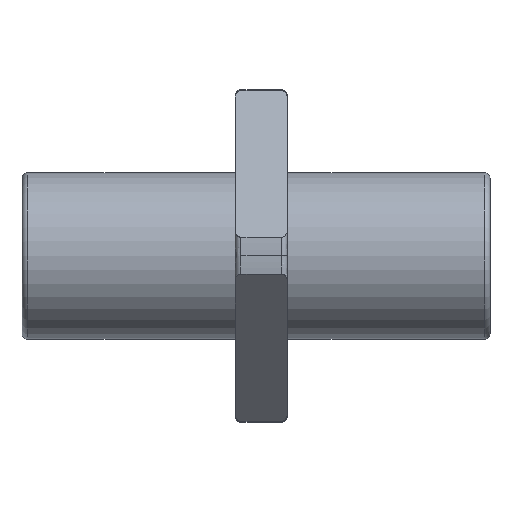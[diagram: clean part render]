
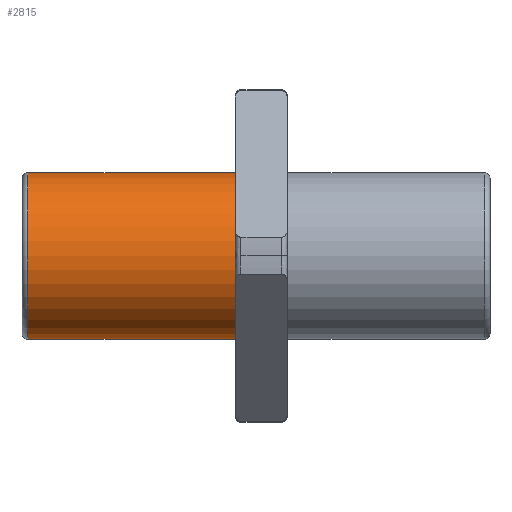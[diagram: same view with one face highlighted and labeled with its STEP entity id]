
A CAD part, top view. The second image highlights one B-rep face of the part: STEP entity #2815.
In plain terms, the highlighted cylindrical face has radius 8 mm (diameter 15.999 mm), a partial arc.
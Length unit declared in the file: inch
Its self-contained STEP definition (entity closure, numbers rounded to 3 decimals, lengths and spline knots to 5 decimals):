
#28 = VERTEX_POINT ( 'NONE', #3362 ) ;
#43 = CIRCLE ( 'NONE', #2996, 0.31495 ) ;
#208 = VECTOR ( 'NONE', #434, 39.37008 ) ;
#294 = ORIENTED_EDGE ( 'NONE', *, *, #1095, .T. ) ;
#349 = CARTESIAN_POINT ( 'NONE',  ( -0.0625, 0.31495, 0. ) ) ;
#434 = DIRECTION ( 'NONE',  ( -1., 0., 0. ) ) ;
#471 = DIRECTION ( 'NONE',  ( -1., 0., 0. ) ) ;
#638 = DIRECTION ( 'NONE',  ( -1., 0., 0. ) ) ;
#655 = CIRCLE ( 'NONE', #2743, 0.31495 ) ;
#784 = ORIENTED_EDGE ( 'NONE', *, *, #2656, .T. ) ;
#897 = FACE_OUTER_BOUND ( 'NONE', #2877, .T. ) ;
#1061 = CARTESIAN_POINT ( 'NONE',  ( -0.86418, -0.31495, 0. ) ) ;
#1095 = EDGE_CURVE ( 'NONE', #28, #2335, #43, .T. ) ;
#1101 = EDGE_CURVE ( 'NONE', #1967, #1742, #655, .T. ) ;
#1332 = DIRECTION ( 'NONE',  ( -1., 0., 0. ) ) ;
#1346 = CARTESIAN_POINT ( 'NONE',  ( -0.0625, 0., 0. ) ) ;
#1350 = EDGE_CURVE ( 'NONE', #3076, #1967, #1375, .T. ) ;
#1375 = LINE ( 'NONE', #3392, #208 ) ;
#1462 = CYLINDRICAL_SURFACE ( 'NONE', #1735, 0.31495 ) ;
#1503 = CARTESIAN_POINT ( 'NONE',  ( -0.86418, 0.31495, 0. ) ) ;
#1600 = DIRECTION ( 'NONE',  ( 0., 0., 1. ) ) ;
#1735 = AXIS2_PLACEMENT_3D ( 'NONE', #2614, #1780, #2331 ) ;
#1742 = VERTEX_POINT ( 'NONE', #2547 ) ;
#1780 = DIRECTION ( 'NONE',  ( -1., 0., 0. ) ) ;
#1967 = VERTEX_POINT ( 'NONE', #1061 ) ;
#2221 = AXIS2_PLACEMENT_3D ( 'NONE', #3118, #2241, #3690 ) ;
#2241 = DIRECTION ( 'NONE',  ( -1., 0., 0. ) ) ;
#2317 = LINE ( 'NONE', #1503, #3016 ) ;
#2331 = DIRECTION ( 'NONE',  ( 0., -1., 0. ) ) ;
#2335 = VERTEX_POINT ( 'NONE', #349 ) ;
#2398 = CIRCLE ( 'NONE', #2221, 0.31495 ) ;
#2465 = DIRECTION ( 'NONE',  ( 0., -1., 0. ) ) ;
#2492 = ORIENTED_EDGE ( 'NONE', *, *, #1101, .F. ) ;
#2547 = CARTESIAN_POINT ( 'NONE',  ( -0.86418, 0.31495, 0. ) ) ;
#2614 = CARTESIAN_POINT ( 'NONE',  ( -0.86418, 0., 0. ) ) ;
#2656 = EDGE_CURVE ( 'NONE', #2335, #1742, #2317, .T. ) ;
#2743 = AXIS2_PLACEMENT_3D ( 'NONE', #2757, #1332, #2465 ) ;
#2757 = CARTESIAN_POINT ( 'NONE',  ( -0.86418, 0., 0. ) ) ;
#2815 = ADVANCED_FACE ( 'NONE', ( #897 ), #1462, .T. ) ;
#2870 = EDGE_CURVE ( 'NONE', #3076, #28, #2398, .T. ) ;
#2877 = EDGE_LOOP ( 'NONE', ( #3390, #294, #784, #2492, #3153 ) ) ;
#2996 = AXIS2_PLACEMENT_3D ( 'NONE', #1346, #471, #1600 ) ;
#3016 = VECTOR ( 'NONE', #638, 39.37008 ) ;
#3076 = VERTEX_POINT ( 'NONE', #3296 ) ;
#3118 = CARTESIAN_POINT ( 'NONE',  ( -0.0625, 0., 0. ) ) ;
#3153 = ORIENTED_EDGE ( 'NONE', *, *, #1350, .F. ) ;
#3296 = CARTESIAN_POINT ( 'NONE',  ( -0.0625, -0.31495, 0. ) ) ;
#3362 = CARTESIAN_POINT ( 'NONE',  ( -0.0625, 0., 0.31495 ) ) ;
#3390 = ORIENTED_EDGE ( 'NONE', *, *, #2870, .T. ) ;
#3392 = CARTESIAN_POINT ( 'NONE',  ( -0.86418, -0.31495, 0. ) ) ;
#3690 = DIRECTION ( 'NONE',  ( 0., 0., 1. ) ) ;
